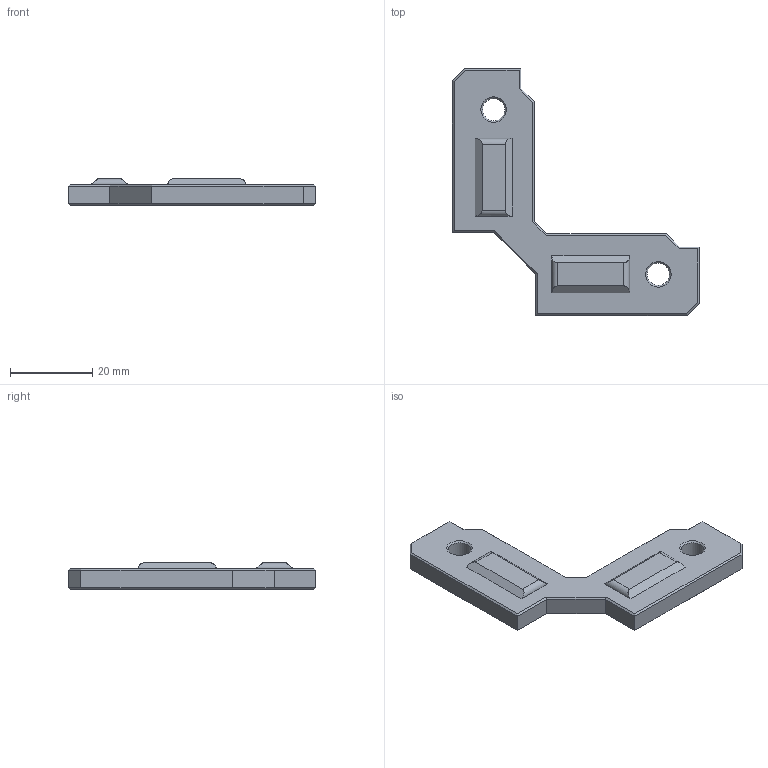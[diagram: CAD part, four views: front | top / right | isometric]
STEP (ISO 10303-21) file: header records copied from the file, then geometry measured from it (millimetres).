
FILE_DESCRIPTION(/* description */ (''),/* implementation_level */ '2;1');
FILE_NAME(/* name */ '[a]_foot_corner_accent_x4.step',/* time_stamp */ '2024-11-11T07:57:14+01:00',/* author */ (''),/* organization */ (''),/* preprocessor_version */ 'ST-DEVELOPER v20',/* originating_system */ 'Autodesk Translation Framework v13.20.0.188',/* authorisation */ '');
FILE_SCHEMA (('AUTOMOTIVE_DESIGN { 1 0 10303 214 3 1 1 }'));
Length unit declared in the file: millimetre
Products named in the file (1): (Unsaved)
Bounding box: 60 x 60 x 6.4 mm (x, y, z)
Volume: 8037.4 mm3; surface area: 4317.1 mm2
Topology: 1 solids, 1 shells, 66 faces, 150 edges, 88 vertices
Faces by surface type: plane 56, cylinder 6, cone 4
Full cylindrical faces by diameter (mm): 5.4 x2
Entity records: 1830 total; most frequent: CARTESIAN_POINT 305, ORIENTED_EDGE 300, DIRECTION 300, EDGE_CURVE 150, LINE 134, VECTOR 134, VERTEX_POINT 88, AXIS2_PLACEMENT_3D 83
